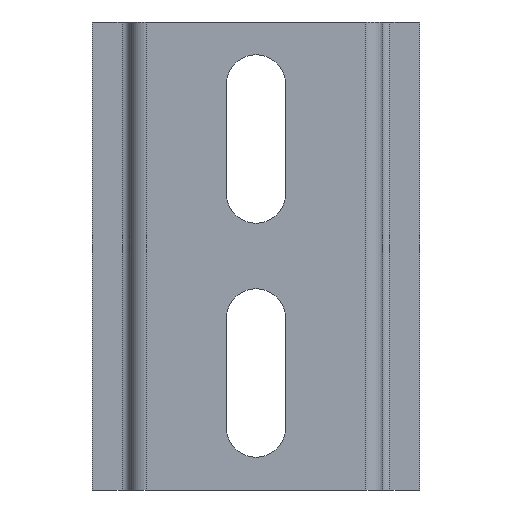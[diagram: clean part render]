
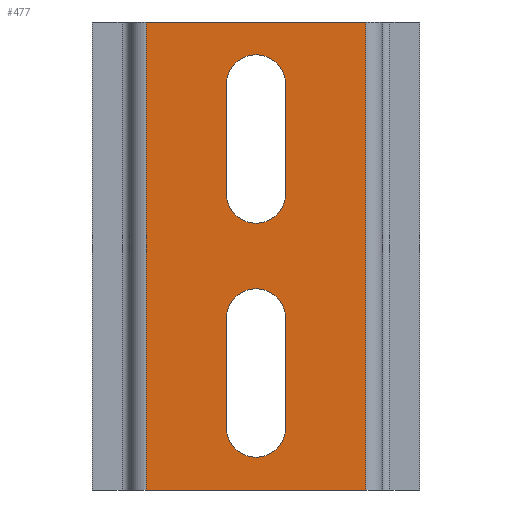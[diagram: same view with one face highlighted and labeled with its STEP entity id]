
A CAD part, front view. The second image highlights one B-rep face of the part: STEP entity #477.
In plain terms, the highlighted planar face has unit normal (0, -1, 0).
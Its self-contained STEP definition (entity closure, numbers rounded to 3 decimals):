
#1 = AXIS2_PLACEMENT_3D ( 'NONE', #653, #562, #872 ) ;
#10 = EDGE_CURVE ( 'NONE', #912, #382, #677, .T. ) ;
#12 = VERTEX_POINT ( 'NONE', #236 ) ;
#25 = EDGE_LOOP ( 'NONE', ( #242, #84, #313, #773 ) ) ;
#32 = CARTESIAN_POINT ( 'NONE',  ( 10.35, 0., 40.825 ) ) ;
#33 = CARTESIAN_POINT ( 'NONE',  ( 10.35, 0., 28.325 ) ) ;
#50 = CARTESIAN_POINT ( 'NONE',  ( 16.65, 0., 46.675 ) ) ;
#56 = CARTESIAN_POINT ( 'NONE',  ( 1.8, 0., 100. ) ) ;
#57 = CARTESIAN_POINT ( 'NONE',  ( 16.65, 0., 34.175 ) ) ;
#84 = ORIENTED_EDGE ( 'NONE', *, *, #10, .T. ) ;
#88 = DIRECTION ( 'NONE',  ( 0., 1., 0. ) ) ;
#123 = ORIENTED_EDGE ( 'NONE', *, *, #546, .T. ) ;
#136 = VECTOR ( 'NONE', #317, 1000. ) ;
#143 = CIRCLE ( 'NONE', #877, 3.15 ) ;
#151 = CARTESIAN_POINT ( 'NONE',  ( 10.35, 0., 56.65 ) ) ;
#160 = DIRECTION ( 'NONE',  ( -1., 0., 0. ) ) ;
#166 = VERTEX_POINT ( 'NONE', #336 ) ;
#168 = VERTEX_POINT ( 'NONE', #270 ) ;
#174 = FACE_BOUND ( 'NONE', #771, .T. ) ;
#214 = ORIENTED_EDGE ( 'NONE', *, *, #764, .T. ) ;
#236 = CARTESIAN_POINT ( 'NONE',  ( 10.35, 0., 81.65 ) ) ;
#242 = ORIENTED_EDGE ( 'NONE', *, *, #918, .T. ) ;
#243 = AXIS2_PLACEMENT_3D ( 'NONE', #644, #958, #489 ) ;
#249 = VERTEX_POINT ( 'NONE', #451 ) ;
#257 = CARTESIAN_POINT ( 'NONE',  ( 0., 0., 100. ) ) ;
#260 = FACE_OUTER_BOUND ( 'NONE', #286, .T. ) ;
#269 = DIRECTION ( 'NONE',  ( -1., 0., 0. ) ) ;
#270 = CARTESIAN_POINT ( 'NONE',  ( 16.65, 0., 81.65 ) ) ;
#276 = EDGE_CURVE ( 'NONE', #407, #166, #296, .T. ) ;
#281 = DIRECTION ( 'NONE',  ( 0., 0., 1. ) ) ;
#282 = DIRECTION ( 'NONE',  ( 0., 1., 0. ) ) ;
#286 = EDGE_LOOP ( 'NONE', ( #577, #999, #214, #633 ) ) ;
#296 = LINE ( 'NONE', #825, #930 ) ;
#300 = VERTEX_POINT ( 'NONE', #56 ) ;
#304 = CARTESIAN_POINT ( 'NONE',  ( 1.8, 0., 50. ) ) ;
#313 = ORIENTED_EDGE ( 'NONE', *, *, #553, .T. ) ;
#317 = DIRECTION ( 'NONE',  ( 0., 0., 1. ) ) ;
#336 = CARTESIAN_POINT ( 'NONE',  ( 25.2, 0., 50. ) ) ;
#339 = DIRECTION ( 'NONE',  ( 0., 0., 1. ) ) ;
#376 = DIRECTION ( 'NONE',  ( -1., 0., 0. ) ) ;
#382 = VERTEX_POINT ( 'NONE', #151 ) ;
#407 = VERTEX_POINT ( 'NONE', #304 ) ;
#419 = AXIS2_PLACEMENT_3D ( 'NONE', #474, #88, #160 ) ;
#421 = LINE ( 'NONE', #33, #492 ) ;
#431 = DIRECTION ( 'NONE',  ( 0., 1., 0. ) ) ;
#437 = ORIENTED_EDGE ( 'NONE', *, *, #962, .T. ) ;
#451 = CARTESIAN_POINT ( 'NONE',  ( 16.65, 0., 68.35 ) ) ;
#465 = ORIENTED_EDGE ( 'NONE', *, *, #652, .T. ) ;
#470 = VERTEX_POINT ( 'NONE', #924 ) ;
#474 = CARTESIAN_POINT ( 'NONE',  ( 13.5, 0., 56.65 ) ) ;
#477 = ADVANCED_FACE ( 'NONE', ( #657, #174, #260 ), #568, .F. ) ;
#489 = DIRECTION ( 'NONE',  ( -1., 0., 0. ) ) ;
#491 = CARTESIAN_POINT ( 'NONE',  ( 10.35, 0., 68.35 ) ) ;
#492 = VECTOR ( 'NONE', #339, 1000. ) ;
#506 = CARTESIAN_POINT ( 'NONE',  ( 10.35, 0., 93.35 ) ) ;
#507 = DIRECTION ( 'NONE',  ( 1., 0., 0. ) ) ;
#508 = DIRECTION ( 'NONE',  ( 0., 0., -1. ) ) ;
#546 = EDGE_CURVE ( 'NONE', #168, #12, #990, .T. ) ;
#552 = EDGE_CURVE ( 'NONE', #300, #470, #890, .T. ) ;
#553 = EDGE_CURVE ( 'NONE', #382, #984, #421, .T. ) ;
#562 = DIRECTION ( 'NONE',  ( 0., 1., 0. ) ) ;
#568 = PLANE ( 'NONE',  #1 ) ;
#577 = ORIENTED_EDGE ( 'NONE', *, *, #1007, .F. ) ;
#581 = LINE ( 'NONE', #50, #829 ) ;
#589 = VECTOR ( 'NONE', #508, 1000. ) ;
#592 = ORIENTED_EDGE ( 'NONE', *, *, #875, .T. ) ;
#595 = LINE ( 'NONE', #57, #589 ) ;
#603 = VERTEX_POINT ( 'NONE', #506 ) ;
#631 = EDGE_CURVE ( 'NONE', #984, #249, #143, .T. ) ;
#633 = ORIENTED_EDGE ( 'NONE', *, *, #552, .F. ) ;
#644 = CARTESIAN_POINT ( 'NONE',  ( 13.5, 0., 81.65 ) ) ;
#652 = EDGE_CURVE ( 'NONE', #603, #750, #661, .T. ) ;
#653 = CARTESIAN_POINT ( 'NONE',  ( 0., 0., 0. ) ) ;
#657 = FACE_BOUND ( 'NONE', #25, .T. ) ;
#661 = CIRCLE ( 'NONE', #843, 3.15 ) ;
#672 = LINE ( 'NONE', #986, #790 ) ;
#677 = CIRCLE ( 'NONE', #419, 3.15 ) ;
#741 = CARTESIAN_POINT ( 'NONE',  ( 13.5, 0., 93.35 ) ) ;
#750 = VERTEX_POINT ( 'NONE', #770 ) ;
#764 = EDGE_CURVE ( 'NONE', #166, #470, #672, .T. ) ;
#770 = CARTESIAN_POINT ( 'NONE',  ( 16.65, 0., 93.35 ) ) ;
#771 = EDGE_LOOP ( 'NONE', ( #437, #123, #592, #465 ) ) ;
#773 = ORIENTED_EDGE ( 'NONE', *, *, #631, .T. ) ;
#790 = VECTOR ( 'NONE', #281, 1000. ) ;
#807 = VECTOR ( 'NONE', #895, 1000. ) ;
#813 = CARTESIAN_POINT ( 'NONE',  ( 13.5, 0., 68.35 ) ) ;
#825 = CARTESIAN_POINT ( 'NONE',  ( 0., 0., 50. ) ) ;
#829 = VECTOR ( 'NONE', #892, 1000. ) ;
#843 = AXIS2_PLACEMENT_3D ( 'NONE', #741, #282, #269 ) ;
#872 = DIRECTION ( 'NONE',  ( 0., 0., -1. ) ) ;
#875 = EDGE_CURVE ( 'NONE', #12, #603, #881, .T. ) ;
#877 = AXIS2_PLACEMENT_3D ( 'NONE', #813, #431, #376 ) ;
#881 = LINE ( 'NONE', #32, #136 ) ;
#883 = VECTOR ( 'NONE', #903, 1000. ) ;
#890 = LINE ( 'NONE', #257, #807 ) ;
#892 = DIRECTION ( 'NONE',  ( 0., 0., -1. ) ) ;
#895 = DIRECTION ( 'NONE',  ( 1., 0., 0. ) ) ;
#903 = DIRECTION ( 'NONE',  ( 0., 0., 1. ) ) ;
#907 = LINE ( 'NONE', #983, #883 ) ;
#912 = VERTEX_POINT ( 'NONE', #968 ) ;
#918 = EDGE_CURVE ( 'NONE', #249, #912, #595, .T. ) ;
#924 = CARTESIAN_POINT ( 'NONE',  ( 25.2, 0., 100. ) ) ;
#930 = VECTOR ( 'NONE', #507, 1000. ) ;
#958 = DIRECTION ( 'NONE',  ( 0., 1., 0. ) ) ;
#962 = EDGE_CURVE ( 'NONE', #750, #168, #581, .T. ) ;
#968 = CARTESIAN_POINT ( 'NONE',  ( 16.65, 0., 56.65 ) ) ;
#983 = CARTESIAN_POINT ( 'NONE',  ( 1.8, 0., 0. ) ) ;
#984 = VERTEX_POINT ( 'NONE', #491 ) ;
#986 = CARTESIAN_POINT ( 'NONE',  ( 25.2, 0., 0. ) ) ;
#990 = CIRCLE ( 'NONE', #243, 3.15 ) ;
#999 = ORIENTED_EDGE ( 'NONE', *, *, #276, .T. ) ;
#1007 = EDGE_CURVE ( 'NONE', #407, #300, #907, .T. ) ;
